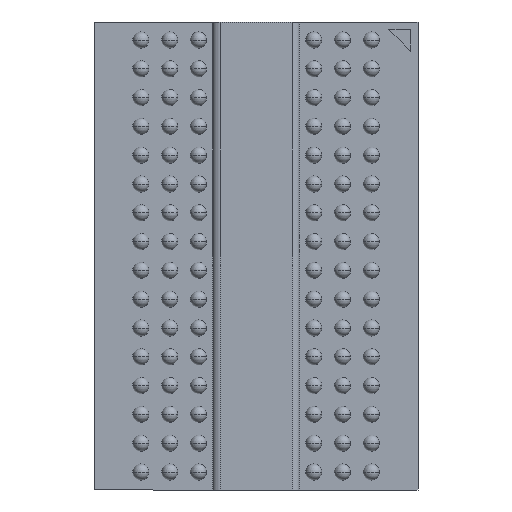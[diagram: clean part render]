
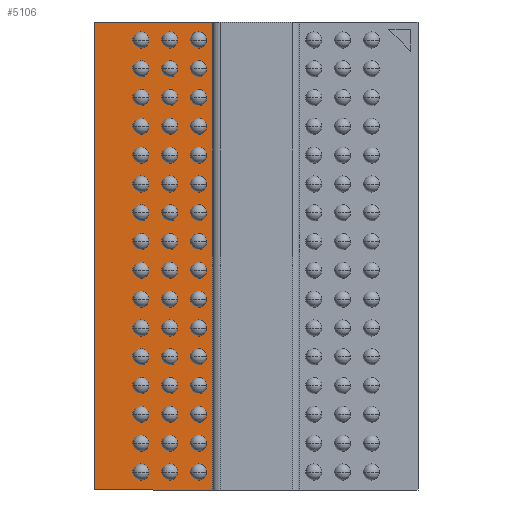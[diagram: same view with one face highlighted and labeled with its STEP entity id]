
A CAD part, front view. The second image highlights one B-rep face of the part: STEP entity #5106.
In plain terms, the highlighted planar face has unit normal (0, -1, 0).
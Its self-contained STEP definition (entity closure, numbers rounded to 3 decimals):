
#266 = CARTESIAN_POINT ( 'NONE',  ( -4.5, 0., 6.5 ) ) ;
#757 = CARTESIAN_POINT ( 'NONE',  ( -1.2, 0., -8.908 ) ) ;
#985 = CARTESIAN_POINT ( 'NONE',  ( 4.5, 0., 6.5 ) ) ;
#1168 = EDGE_CURVE ( 'NONE', #2070, #7854, #7730, .T. ) ;
#1235 = VECTOR ( 'NONE', #1504, 1000. ) ;
#1253 = ORIENTED_EDGE ( 'NONE', *, *, #1168, .F. ) ;
#1504 = DIRECTION ( 'NONE',  ( -1., 0., 0. ) ) ;
#1884 = CARTESIAN_POINT ( 'NONE',  ( -1.2, 0., 6.5 ) ) ;
#2018 = PLANE ( 'NONE',  #4640 ) ;
#2045 = DIRECTION ( 'NONE',  ( 0., 0., 1. ) ) ;
#2070 = VERTEX_POINT ( 'NONE', #6065 ) ;
#2131 = ORIENTED_EDGE ( 'NONE', *, *, #3594, .F. ) ;
#2549 = EDGE_CURVE ( 'NONE', #2070, #4915, #2731, .T. ) ;
#2699 = DIRECTION ( 'NONE',  ( 0., 0., 1. ) ) ;
#2731 = LINE ( 'NONE', #757, #6949 ) ;
#3594 = EDGE_CURVE ( 'NONE', #6570, #4915, #4504, .T. ) ;
#3916 = LINE ( 'NONE', #266, #6577 ) ;
#4085 = CARTESIAN_POINT ( 'NONE',  ( 0., 0., 0. ) ) ;
#4504 = LINE ( 'NONE', #985, #7054 ) ;
#4640 = AXIS2_PLACEMENT_3D ( 'NONE', #4085, #6087, #2699 ) ;
#4649 = EDGE_CURVE ( 'NONE', #7854, #6570, #3916, .T. ) ;
#4915 = VERTEX_POINT ( 'NONE', #1884 ) ;
#4923 = DIRECTION ( 'NONE',  ( 1., 0., 0. ) ) ;
#5087 = ORIENTED_EDGE ( 'NONE', *, *, #4649, .F. ) ;
#5106 = ADVANCED_FACE ( 'NONE', ( #7958 ), #2018, .F. ) ;
#5788 = EDGE_LOOP ( 'NONE', ( #1253, #6723, #2131, #5087 ) ) ;
#6065 = CARTESIAN_POINT ( 'NONE',  ( -1.2, 0., -6.5 ) ) ;
#6087 = DIRECTION ( 'NONE',  ( 0., 1., 0. ) ) ;
#6298 = CARTESIAN_POINT ( 'NONE',  ( -4.5, 0., -6.5 ) ) ;
#6384 = DIRECTION ( 'NONE',  ( 0., 0., 1. ) ) ;
#6570 = VERTEX_POINT ( 'NONE', #7954 ) ;
#6577 = VECTOR ( 'NONE', #6384, 1000. ) ;
#6723 = ORIENTED_EDGE ( 'NONE', *, *, #2549, .T. ) ;
#6949 = VECTOR ( 'NONE', #2045, 1000. ) ;
#7054 = VECTOR ( 'NONE', #4923, 1000. ) ;
#7730 = LINE ( 'NONE', #8128, #1235 ) ;
#7854 = VERTEX_POINT ( 'NONE', #6298 ) ;
#7954 = CARTESIAN_POINT ( 'NONE',  ( -4.5, 0., 6.5 ) ) ;
#7958 = FACE_OUTER_BOUND ( 'NONE', #5788, .T. ) ;
#8128 = CARTESIAN_POINT ( 'NONE',  ( 4.5, 0., -6.5 ) ) ;
